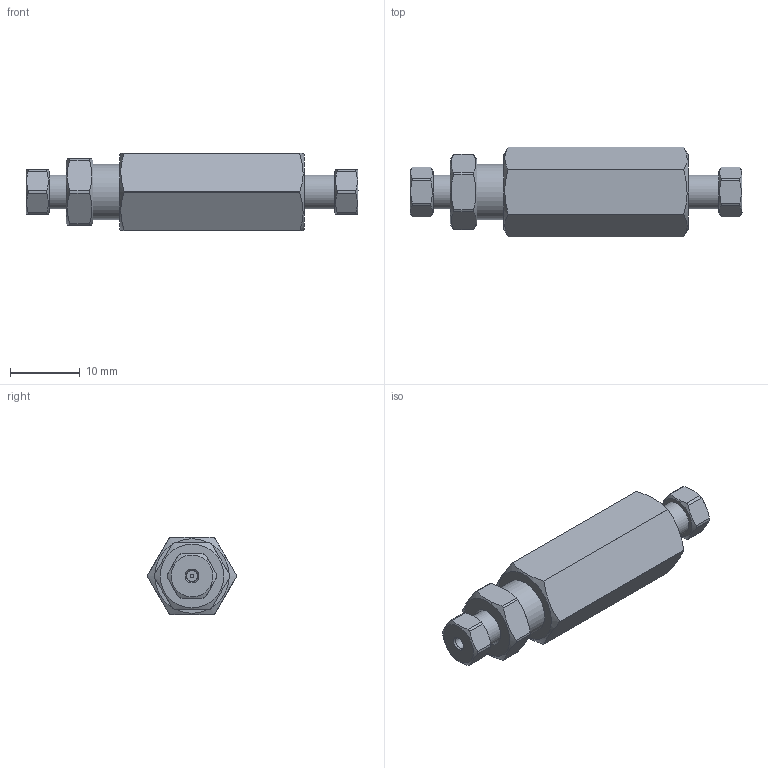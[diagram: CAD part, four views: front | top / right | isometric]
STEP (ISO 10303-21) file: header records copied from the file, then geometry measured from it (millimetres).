
FILE_DESCRIPTION((''),'2;1');
FILE_NAME('305248-ZUFR1 Filter union 1-16.stp','2008-08-18T12:15:13',('Franzp'),(''),'Autodesk Inventor 2008','Autodesk Inventor 2008','');
FILE_SCHEMA(('AUTOMOTIVE_DESIGN { 1 0 10303 214 1 1 1 1 }'));
Length unit declared in the file: millimetre
Products named in the file (8): 305248; 312593; 312800; 310187; 310126; 310128; 310102; 310101
Assembly tree (9 placements, depth 2):
  305248
    312593
    312800
    310187
    310126
    310128
    310102  x2
    310101  x2
Bounding box: 47.61 x 12.83 x 11.11 mm (x, y, z)
Volume: 3589 mm3; surface area: 3315.5 mm2
Topology: 9 solids, 9 shells, 140 faces, 316 edges, 205 vertices
Faces by surface type: plane 48, cylinder 36, bspline 25, cone 24, torus 7
Full cylindrical faces by diameter (mm): 3.175 x1, 3.26 x1, 3.6 x2, 3.684 x2, 3.962 x1, 4.826 x2, 6.223 x1, 6.35 x1, 7.938 x1
Entity records: 3181 total; most frequent: CARTESIAN_POINT 922, DIRECTION 444, ORIENTED_EDGE 352, AXIS2_PLACEMENT_3D 204, EDGE_LOOP 178, EDGE_CURVE 176, VERTEX_POINT 140, FACE_OUTER_BOUND 108
